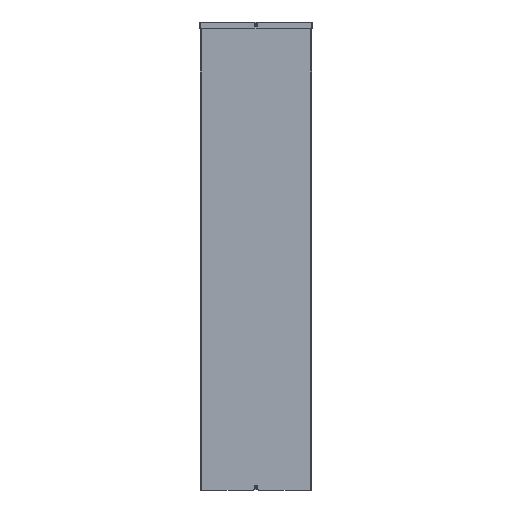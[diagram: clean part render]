
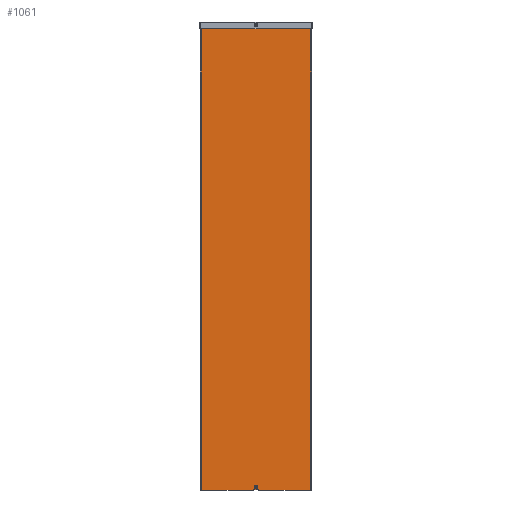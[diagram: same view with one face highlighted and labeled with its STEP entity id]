
A CAD part, front view. The second image highlights one B-rep face of the part: STEP entity #1061.
In plain terms, the highlighted planar face has unit normal (0, -1, 0).
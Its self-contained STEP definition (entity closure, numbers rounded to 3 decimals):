
#79 = VERTEX_POINT ( 'NONE', #4413 ) ;
#112 = DIRECTION ( 'NONE',  ( 0., 0., 1. ) ) ;
#142 = DIRECTION ( 'NONE',  ( 0., 1., 0. ) ) ;
#177 = CARTESIAN_POINT ( 'NONE',  ( 10.5, 0., -2069. ) ) ;
#199 = LINE ( 'NONE', #4981, #5222 ) ;
#232 = EDGE_CURVE ( 'NONE', #79, #5256, #4725, .T. ) ;
#268 = ORIENTED_EDGE ( 'NONE', *, *, #432, .T. ) ;
#273 = EDGE_CURVE ( 'NONE', #851, #79, #7117, .T. ) ;
#360 = VECTOR ( 'NONE', #4608, 1000. ) ;
#381 = DIRECTION ( 'NONE',  ( 0., 0., 1. ) ) ;
#402 = VERTEX_POINT ( 'NONE', #4956 ) ;
#419 = LINE ( 'NONE', #6561, #6824 ) ;
#421 = DIRECTION ( 'NONE',  ( 0., 1., 0. ) ) ;
#432 = EDGE_CURVE ( 'NONE', #851, #6388, #199, .T. ) ;
#516 = CARTESIAN_POINT ( 'NONE',  ( -250., 0., -2069. ) ) ;
#560 = CIRCLE ( 'NONE', #4428, 0.5 ) ;
#566 = CARTESIAN_POINT ( 'NONE',  ( 11.414, 0., -2068.5 ) ) ;
#660 = CARTESIAN_POINT ( 'NONE',  ( 11.207, 0., -2069. ) ) ;
#696 = EDGE_CURVE ( 'NONE', #6388, #5102, #1384, .T. ) ;
#702 = CARTESIAN_POINT ( 'NONE',  ( -10.5, 0., -2068.5 ) ) ;
#716 = CARTESIAN_POINT ( 'NONE',  ( 0., 0., -2062.3 ) ) ;
#750 = EDGE_CURVE ( 'NONE', #5102, #402, #7107, .T. ) ;
#774 = LINE ( 'NONE', #516, #7823 ) ;
#851 = VERTEX_POINT ( 'NONE', #4811 ) ;
#867 = EDGE_CURVE ( 'NONE', #402, #4304, #560, .T. ) ;
#909 = VERTEX_POINT ( 'NONE', #3594 ) ;
#959 = AXIS2_PLACEMENT_3D ( 'NONE', #177, #142, #112 ) ;
#980 = VECTOR ( 'NONE', #4051, 1000. ) ;
#1018 = AXIS2_PLACEMENT_3D ( 'NONE', #8138, #4335, #381 ) ;
#1026 = ORIENTED_EDGE ( 'NONE', *, *, #750, .T. ) ;
#1061 = ADVANCED_FACE ( 'NONE', ( #7354, #1664 ), #7902, .T. ) ;
#1115 = ORIENTED_EDGE ( 'NONE', *, *, #4958, .T. ) ;
#1145 = EDGE_CURVE ( 'NONE', #4304, #2353, #3513, .T. ) ;
#1252 = DIRECTION ( 'NONE',  ( 1., 0., 0. ) ) ;
#1317 = EDGE_CURVE ( 'NONE', #2353, #5931, #5588, .T. ) ;
#1384 = CIRCLE ( 'NONE', #8250, 0.5 ) ;
#1664 = FACE_OUTER_BOUND ( 'NONE', #7691, .T. ) ;
#1804 = EDGE_CURVE ( 'NONE', #3165, #2960, #419, .T. ) ;
#2009 = LINE ( 'NONE', #4086, #7944 ) ;
#2109 = ORIENTED_EDGE ( 'NONE', *, *, #1145, .T. ) ;
#2238 = ORIENTED_EDGE ( 'NONE', *, *, #232, .F. ) ;
#2353 = VERTEX_POINT ( 'NONE', #4048 ) ;
#2357 = CARTESIAN_POINT ( 'NONE',  ( -11.414, 0., -2068.5 ) ) ;
#2386 = DIRECTION ( 'NONE',  ( 0., -1., 0. ) ) ;
#2475 = DIRECTION ( 'NONE',  ( 1., 0., 0. ) ) ;
#2538 = DIRECTION ( 'NONE',  ( 1., 0., 0. ) ) ;
#2960 = VERTEX_POINT ( 'NONE', #8217 ) ;
#3122 = EDGE_CURVE ( 'NONE', #909, #3165, #774, .T. ) ;
#3165 = VERTEX_POINT ( 'NONE', #6384 ) ;
#3248 = EDGE_LOOP ( 'NONE', ( #7919, #1115 ) ) ;
#3513 = LINE ( 'NONE', #6133, #8000 ) ;
#3558 = EDGE_CURVE ( 'NONE', #5256, #2960, #2009, .T. ) ;
#3594 = CARTESIAN_POINT ( 'NONE',  ( 11.414, 0., -2069. ) ) ;
#3804 = CIRCLE ( 'NONE', #7862, 0.5 ) ;
#3844 = DIRECTION ( 'NONE',  ( 1., 0., 0. ) ) ;
#3872 = EDGE_CURVE ( 'NONE', #5154, #6740, #7815, .T. ) ;
#3902 = CARTESIAN_POINT ( 'NONE',  ( 0., 0., 0. ) ) ;
#3943 = CARTESIAN_POINT ( 'NONE',  ( -11.207, 0., -2069. ) ) ;
#4048 = CARTESIAN_POINT ( 'NONE',  ( 10.5, 0., -2068.5 ) ) ;
#4051 = DIRECTION ( 'NONE',  ( 0.707, 0., 0.707 ) ) ;
#4086 = CARTESIAN_POINT ( 'NONE',  ( -249., 0., 0. ) ) ;
#4304 = VERTEX_POINT ( 'NONE', #702 ) ;
#4335 = DIRECTION ( 'NONE',  ( 0., 1., 0. ) ) ;
#4374 = CARTESIAN_POINT ( 'NONE',  ( 0., 0., -2055. ) ) ;
#4413 = CARTESIAN_POINT ( 'NONE',  ( -249., 0., 0. ) ) ;
#4428 = AXIS2_PLACEMENT_3D ( 'NONE', #5124, #5108, #5098 ) ;
#4608 = DIRECTION ( 'NONE',  ( 0.707, 0., -0.707 ) ) ;
#4671 = ORIENTED_EDGE ( 'NONE', *, *, #3558, .F. ) ;
#4725 = LINE ( 'NONE', #7518, #5358 ) ;
#4811 = CARTESIAN_POINT ( 'NONE',  ( -249., 0., -2069. ) ) ;
#4898 = ORIENTED_EDGE ( 'NONE', *, *, #3122, .T. ) ;
#4956 = CARTESIAN_POINT ( 'NONE',  ( -10.854, 0., -2068.646 ) ) ;
#4958 = EDGE_CURVE ( 'NONE', #6740, #5154, #8222, .T. ) ;
#4981 = CARTESIAN_POINT ( 'NONE',  ( -250., 0., -2069. ) ) ;
#4991 = DIRECTION ( 'NONE',  ( 0., 0., 1. ) ) ;
#4994 = ORIENTED_EDGE ( 'NONE', *, *, #8266, .T. ) ;
#5022 = CARTESIAN_POINT ( 'NONE',  ( -11.061, 0., -2068.854 ) ) ;
#5058 = CARTESIAN_POINT ( 'NONE',  ( 11.061, 0., -2068.854 ) ) ;
#5098 = DIRECTION ( 'NONE',  ( 0., 0., 1. ) ) ;
#5102 = VERTEX_POINT ( 'NONE', #5022 ) ;
#5108 = DIRECTION ( 'NONE',  ( 0., 1., 0. ) ) ;
#5124 = CARTESIAN_POINT ( 'NONE',  ( -10.5, 0., -2069. ) ) ;
#5130 = ORIENTED_EDGE ( 'NONE', *, *, #867, .T. ) ;
#5145 = DIRECTION ( 'NONE',  ( 0., -1., 0. ) ) ;
#5154 = VERTEX_POINT ( 'NONE', #5733 ) ;
#5222 = VECTOR ( 'NONE', #5384, 1000. ) ;
#5256 = VERTEX_POINT ( 'NONE', #3902 ) ;
#5358 = VECTOR ( 'NONE', #7204, 1000. ) ;
#5384 = DIRECTION ( 'NONE',  ( 1., 0., 0. ) ) ;
#5534 = AXIS2_PLACEMENT_3D ( 'NONE', #4374, #421, #4991 ) ;
#5588 = CIRCLE ( 'NONE', #959, 0.5 ) ;
#5683 = ORIENTED_EDGE ( 'NONE', *, *, #6402, .T. ) ;
#5733 = CARTESIAN_POINT ( 'NONE',  ( 0., 0., -2047.7 ) ) ;
#5931 = VERTEX_POINT ( 'NONE', #7438 ) ;
#6092 = ORIENTED_EDGE ( 'NONE', *, *, #273, .F. ) ;
#6102 = DIRECTION ( 'NONE',  ( 1., 0., 0. ) ) ;
#6113 = DIRECTION ( 'NONE',  ( 0., 0., 1. ) ) ;
#6133 = CARTESIAN_POINT ( 'NONE',  ( -250., 0., -2068.5 ) ) ;
#6146 = ORIENTED_EDGE ( 'NONE', *, *, #1804, .T. ) ;
#6384 = CARTESIAN_POINT ( 'NONE',  ( 249., 0., -2069. ) ) ;
#6388 = VERTEX_POINT ( 'NONE', #8242 ) ;
#6402 = EDGE_CURVE ( 'NONE', #7121, #909, #3804, .T. ) ;
#6492 = LINE ( 'NONE', #660, #360 ) ;
#6561 = CARTESIAN_POINT ( 'NONE',  ( 249., 0., -2069. ) ) ;
#6616 = AXIS2_PLACEMENT_3D ( 'NONE', #7416, #7224, #2538 ) ;
#6740 = VERTEX_POINT ( 'NONE', #716 ) ;
#6824 = VECTOR ( 'NONE', #6113, 1000. ) ;
#7107 = LINE ( 'NONE', #3943, #980 ) ;
#7117 = LINE ( 'NONE', #7571, #7756 ) ;
#7121 = VERTEX_POINT ( 'NONE', #5058 ) ;
#7204 = DIRECTION ( 'NONE',  ( 1., 0., 0. ) ) ;
#7224 = DIRECTION ( 'NONE',  ( 0., -1., 0. ) ) ;
#7259 = DIRECTION ( 'NONE',  ( 1., 0., 0. ) ) ;
#7354 = FACE_BOUND ( 'NONE', #3248, .T. ) ;
#7416 = CARTESIAN_POINT ( 'NONE',  ( 250., 0., -2069. ) ) ;
#7436 = ORIENTED_EDGE ( 'NONE', *, *, #1317, .T. ) ;
#7438 = CARTESIAN_POINT ( 'NONE',  ( 10.854, 0., -2068.646 ) ) ;
#7518 = CARTESIAN_POINT ( 'NONE',  ( 250., 0., 0. ) ) ;
#7571 = CARTESIAN_POINT ( 'NONE',  ( -249., 0., -2069. ) ) ;
#7691 = EDGE_LOOP ( 'NONE', ( #4994, #5683, #4898, #6146, #4671, #2238, #6092, #268, #7745, #1026, #5130, #2109, #7436 ) ) ;
#7745 = ORIENTED_EDGE ( 'NONE', *, *, #696, .T. ) ;
#7756 = VECTOR ( 'NONE', #7910, 1000. ) ;
#7815 = CIRCLE ( 'NONE', #1018, 7.3 ) ;
#7823 = VECTOR ( 'NONE', #3844, 1000. ) ;
#7862 = AXIS2_PLACEMENT_3D ( 'NONE', #566, #5145, #1252 ) ;
#7902 = PLANE ( 'NONE',  #6616 ) ;
#7910 = DIRECTION ( 'NONE',  ( 0., 0., 1. ) ) ;
#7919 = ORIENTED_EDGE ( 'NONE', *, *, #3872, .T. ) ;
#7944 = VECTOR ( 'NONE', #7259, 1000. ) ;
#8000 = VECTOR ( 'NONE', #6102, 1000. ) ;
#8138 = CARTESIAN_POINT ( 'NONE',  ( 0., 0., -2055. ) ) ;
#8217 = CARTESIAN_POINT ( 'NONE',  ( 249., 0., 0. ) ) ;
#8222 = CIRCLE ( 'NONE', #5534, 7.3 ) ;
#8242 = CARTESIAN_POINT ( 'NONE',  ( -11.414, 0., -2069. ) ) ;
#8250 = AXIS2_PLACEMENT_3D ( 'NONE', #2357, #2386, #2475 ) ;
#8266 = EDGE_CURVE ( 'NONE', #5931, #7121, #6492, .T. ) ;
